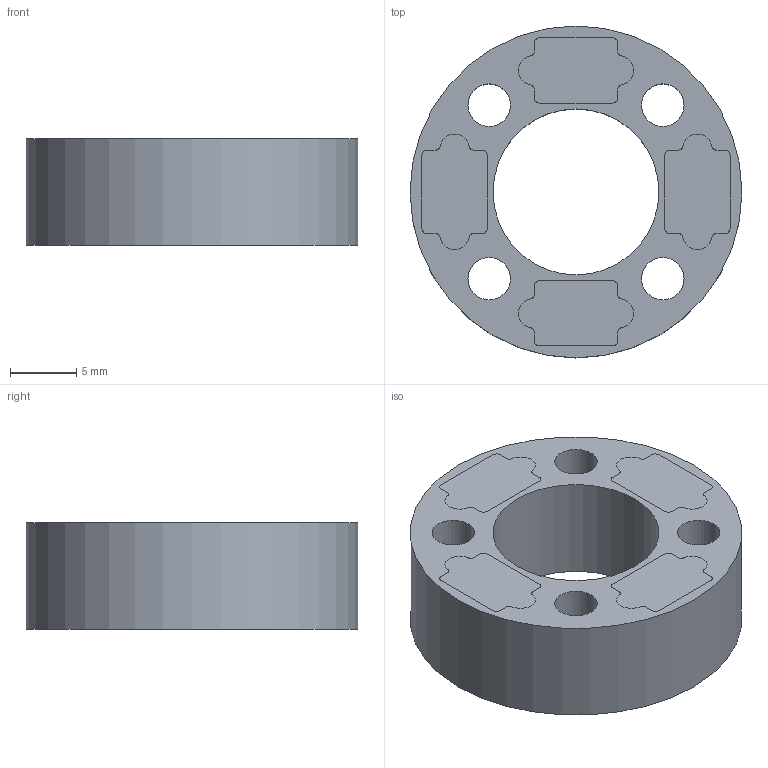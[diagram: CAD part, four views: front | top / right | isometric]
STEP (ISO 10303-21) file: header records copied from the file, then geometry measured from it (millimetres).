
FILE_DESCRIPTION (( 'STEP AP214' ), '1' );
FILE_NAME ('Z-TH1-P18.STEP', '2019-07-01T08:25:53', ( '' ), ( '' ), 'SwSTEP 2.0', 'SolidWorks 2017', '' );
FILE_SCHEMA (( 'AUTOMOTIVE_DESIGN' ));
Length unit declared in the file: millimetre
Products named in the file (1): Z-TH1-P18
Bounding box: 25 x 25 x 8 mm (x, y, z)
Surface area: 1936.1 mm2 (no closed solid volume)
Topology: 0 solids, 5 shells, 12 faces, 146 edges, 140 vertices
Faces by surface type: cylinder 6, plane 6
Full cylindrical faces by diameter (mm): 3.2 x4, 12.5 x1, 25 x1
Entity records: 1527 total; most frequent: CARTESIAN_POINT 293, DIRECTION 258, ORIENTED_EDGE 152, EDGE_CURVE 140, VERTEX_POINT 140, AXIS2_PLACEMENT_3D 105, CIRCLE 92, LINE 48
